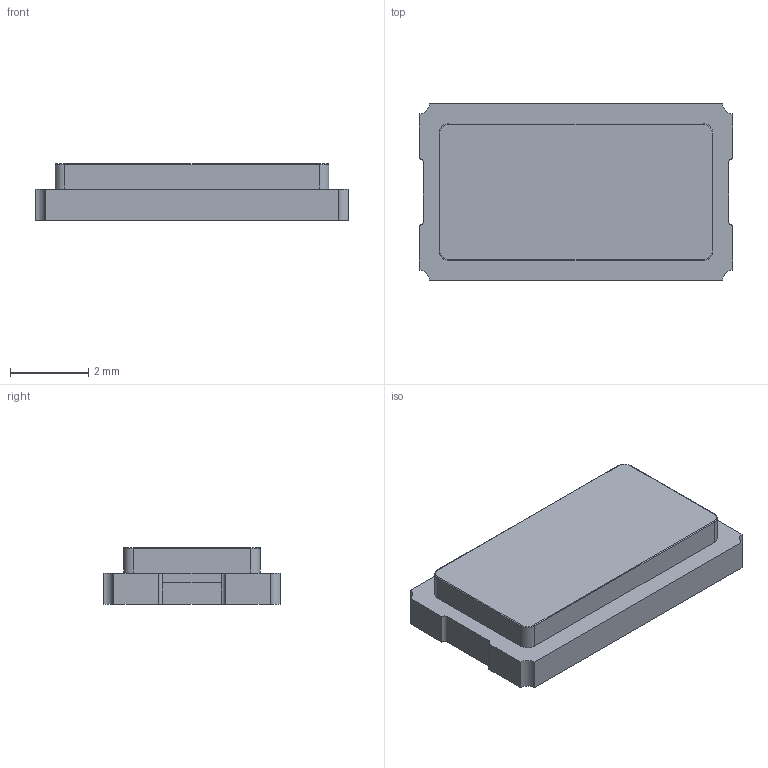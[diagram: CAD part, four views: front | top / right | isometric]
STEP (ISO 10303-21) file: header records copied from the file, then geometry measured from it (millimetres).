
FILE_DESCRIPTION(('FreeCAD Model'),'2;1');
FILE_NAME('Crystal_SMD_TXC_AX_8045-2Pin_8.0x4.5mm.step','2018-10-09T22:25:59',( 'kicad StepUp'),('ksu MCAD'),'Open CASCADE STEP processor 7.1', 'FreeCAD','Unknown');
FILE_SCHEMA(('AUTOMOTIVE_DESIGN { 1 0 10303 214 1 1 1 1 }'));
Length unit declared in the file: millimetre
Products named in the file (1): Crystal_SMD_TXC_AX_8045-2Pin_8.0x4.5mm
Bounding box: 8 x 4.5 x 1.45 mm (x, y, z)
Volume: 44.3 mm3; surface area: 104 mm2
Topology: 1 solids, 1 shells, 39 faces, 96 edges, 60 vertices
Faces by surface type: plane 19, cylinder 16, torus 4
Entity records: 830 total; most frequent: ORIENTED_EDGE 138, CARTESIAN_POINT 122, EDGE_CURVE 96, AXIS2_PLACEMENT_3D 75, VERTEX_POINT 60, LINE 56, FACE_BOUND 40, EDGE_LOOP 40
